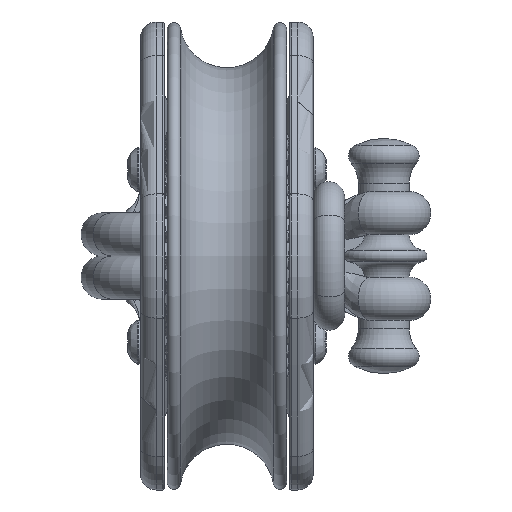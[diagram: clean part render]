
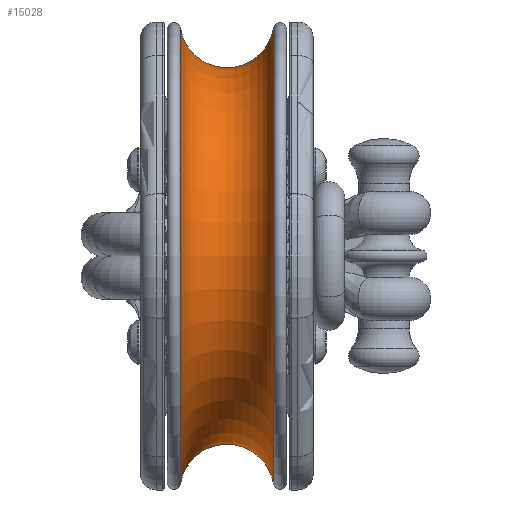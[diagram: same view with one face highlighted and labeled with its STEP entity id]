
A CAD part, front view. The second image highlights one B-rep face of the part: STEP entity #15028.
In plain terms, the highlighted toroidal (fillet/blend) face has major radius 30 mm and minor radius 6 mm.
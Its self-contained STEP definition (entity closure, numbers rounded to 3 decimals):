
#510=TOROIDAL_SURFACE('',#16917,30.,6.);
#762=FACE_BOUND('',#2848,.T.);
#1818=FACE_OUTER_BOUND('',#2847,.T.);
#2847=EDGE_LOOP('',(#13693));
#2848=EDGE_LOOP('',(#13694));
#3860=CIRCLE('',#16916,29.041);
#3861=CIRCLE('',#16918,29.041);
#7100=VERTEX_POINT('',#29329);
#7101=VERTEX_POINT('',#29332);
#9308=EDGE_CURVE('',#7100,#7100,#3860,.T.);
#9309=EDGE_CURVE('',#7101,#7101,#3861,.T.);
#13693=ORIENTED_EDGE('',*,*,#9308,.T.);
#13694=ORIENTED_EDGE('',*,*,#9309,.F.);
#15028=ADVANCED_FACE('',(#1818,#762),#510,.F.);
#16916=AXIS2_PLACEMENT_3D('',#29330,#21397,#21398);
#16917=AXIS2_PLACEMENT_3D('',#29331,#21399,#21400);
#16918=AXIS2_PLACEMENT_3D('',#29333,#21401,#21402);
#21397=DIRECTION('center_axis',(-1.,0.,0.));
#21398=DIRECTION('ref_axis',(0.,-1.,0.));
#21399=DIRECTION('center_axis',(-1.,0.,0.));
#21400=DIRECTION('ref_axis',(0.,1.,0.));
#21401=DIRECTION('center_axis',(-1.,0.,0.));
#21402=DIRECTION('ref_axis',(0.,-1.,0.));
#29329=CARTESIAN_POINT('',(5.923,0.,-29.041));
#29330=CARTESIAN_POINT('Origin',(5.923,0.,
0.));
#29331=CARTESIAN_POINT('Origin',(0.,0.,0.));
#29332=CARTESIAN_POINT('',(-5.923,0.,-29.041));
#29333=CARTESIAN_POINT('Origin',(-5.923,0.,
0.));
